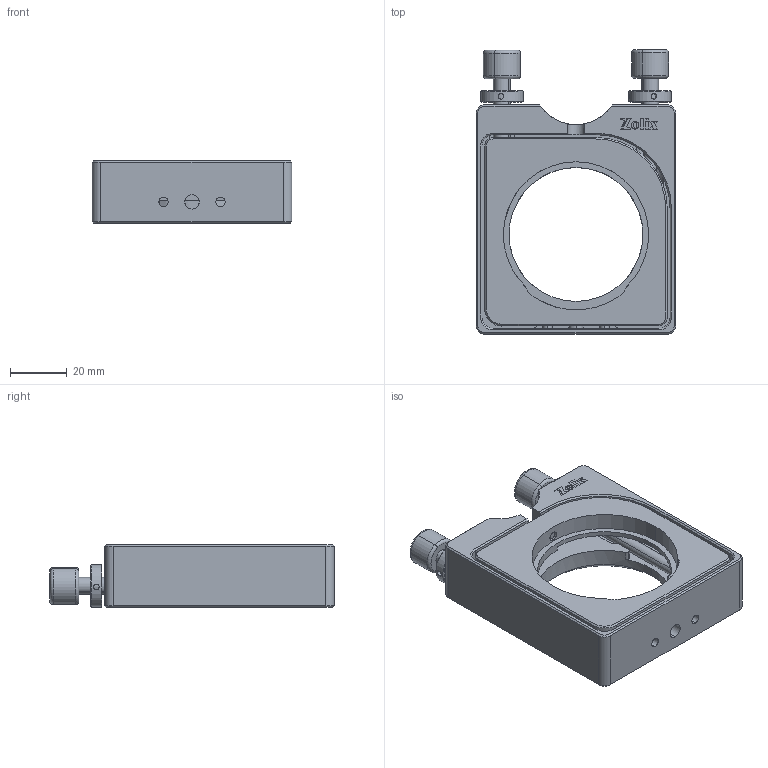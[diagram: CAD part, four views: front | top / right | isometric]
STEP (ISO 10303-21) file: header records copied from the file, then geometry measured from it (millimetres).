
FILE_DESCRIPTION (( 'STEP AP203' ), '1' );
FILE_NAME ('NMV50.8.step', '2019-05-10T01:16:14', ( 'User' ), ( 'User' ), 'SwSTEP 2.0', 'SolidWorks 2016', '' );
FILE_SCHEMA (( 'CONFIG_CONTROL_DESIGN' ));
Length unit declared in the file: millimetre
Products named in the file (1): NMV50.8
Bounding box: 70 x 99.82 x 22 mm (x, y, z)
Surface area: 32212.1 mm2 (no closed solid volume)
Topology: 0 solids, 35 shells, 290 faces, 1215 edges, 914 vertices
Faces by surface type: plane 121, cylinder 115, cone 42, torus 8, sphere 4
Entity records: 13330 total; most frequent: CARTESIAN_POINT 3359, DIRECTION 2065, ORIENTED_EDGE 1804, EDGE_CURVE 1201, VERTEX_POINT 908, LINE 773, VECTOR 773, AXIS2_PLACEMENT_3D 646
